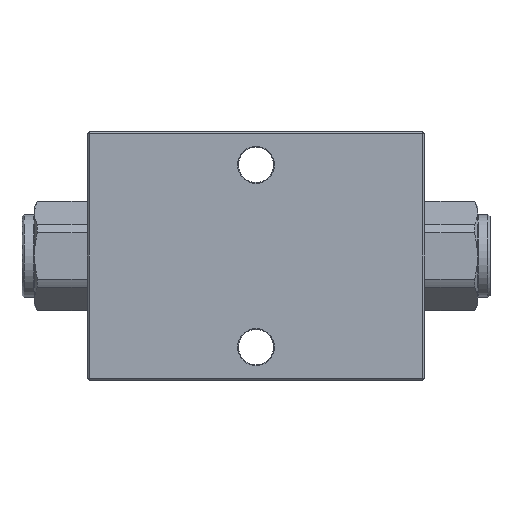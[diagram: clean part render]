
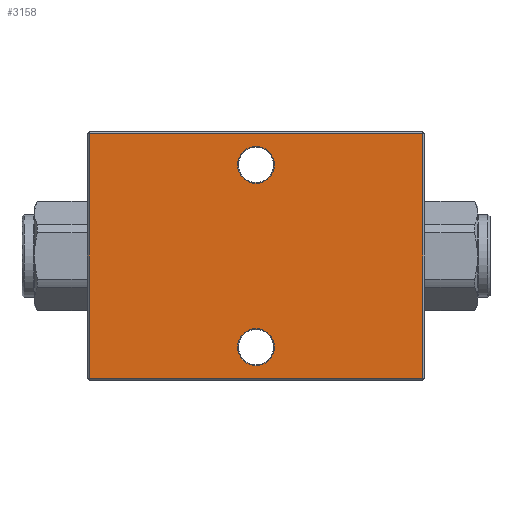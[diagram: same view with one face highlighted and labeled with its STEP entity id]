
A CAD part, front view. The second image highlights one B-rep face of the part: STEP entity #3158.
In plain terms, the highlighted planar face has unit normal (0, -1, 0).
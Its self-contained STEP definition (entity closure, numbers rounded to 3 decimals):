
#91=LINE('',#4379,#211);
#99=LINE('',#4393,#219);
#101=LINE('',#4397,#221);
#103=LINE('',#4400,#223);
#211=VECTOR('',#3669,1000.);
#219=VECTOR('',#3685,1000.);
#221=VECTOR('',#3689,1000.);
#223=VECTOR('',#3693,1000.);
#417=PLANE('',#3419);
#932=ORIENTED_EDGE('',*,*,#1074,.T.);
#933=ORIENTED_EDGE('',*,*,#1076,.T.);
#934=ORIENTED_EDGE('',*,*,#1078,.T.);
#935=ORIENTED_EDGE('',*,*,#1066,.T.);
#936=ORIENTED_EDGE('',*,*,#1131,.T.);
#937=ORIENTED_EDGE('',*,*,#1134,.T.);
#1066=EDGE_CURVE('',#1301,#1300,#91,.T.);
#1074=EDGE_CURVE('',#1300,#1302,#99,.T.);
#1076=EDGE_CURVE('',#1302,#1303,#101,.T.);
#1078=EDGE_CURVE('',#1303,#1301,#103,.T.);
#1131=EDGE_CURVE('',#1342,#1342,#1469,.T.);
#1134=EDGE_CURVE('',#1345,#1345,#1472,.T.);
#1300=VERTEX_POINT('',#4378);
#1301=VERTEX_POINT('',#4380);
#1302=VERTEX_POINT('',#4392);
#1303=VERTEX_POINT('',#4396);
#1342=VERTEX_POINT('',#4540);
#1345=VERTEX_POINT('',#4549);
#1469=CIRCLE('',#3350,4.45);
#1472=CIRCLE('',#3356,4.45);
#1699=EDGE_LOOP('',(#932,#933,#934,#935));
#1700=EDGE_LOOP('',(#936));
#1701=EDGE_LOOP('',(#937));
#1915=FACE_BOUND('',#1699,.T.);
#1916=FACE_BOUND('',#1700,.T.);
#1917=FACE_BOUND('',#1701,.T.);
#3158=ADVANCED_FACE('',(#1915,#1916,#1917),#417,.T.);
#3350=AXIS2_PLACEMENT_3D('',#4539,#3874,#3875);
#3356=AXIS2_PLACEMENT_3D('',#4548,#3886,#3887);
#3419=AXIS2_PLACEMENT_3D('',#4766,#4042,#4043);
#3669=DIRECTION('',(1.,0.,0.));
#3685=DIRECTION('',(0.,0.,1.));
#3689=DIRECTION('',(-1.,0.,0.));
#3693=DIRECTION('',(0.,0.,-1.));
#3874=DIRECTION('',(0.,1.,0.));
#3875=DIRECTION('',(1.,0.,0.));
#3886=DIRECTION('',(0.,1.,0.));
#3887=DIRECTION('',(1.,0.,0.));
#4042=DIRECTION('',(0.,-1.,0.));
#4043=DIRECTION('',(0.,0.,-1.));
#4378=CARTESIAN_POINT('',(40.25,-15.,-29.5));
#4379=CARTESIAN_POINT('',(40.75,-15.,-29.5));
#4380=CARTESIAN_POINT('',(-40.25,-15.,-29.5));
#4392=CARTESIAN_POINT('',(40.25,-15.,29.5));
#4393=CARTESIAN_POINT('',(40.25,-15.,30.));
#4396=CARTESIAN_POINT('',(-40.25,-15.,29.5));
#4397=CARTESIAN_POINT('',(-40.75,-15.,29.5));
#4400=CARTESIAN_POINT('',(-40.25,-15.,-30.));
#4539=CARTESIAN_POINT('',(0.,-15.,22.));
#4540=CARTESIAN_POINT('',(4.45,-15.,22.));
#4548=CARTESIAN_POINT('',(0.,-15.,-22.));
#4549=CARTESIAN_POINT('',(4.45,-15.,-22.));
#4766=CARTESIAN_POINT('',(0.,-15.,0.));
